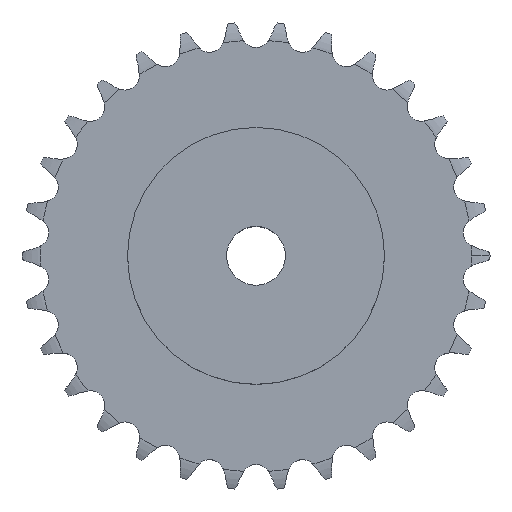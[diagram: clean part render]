
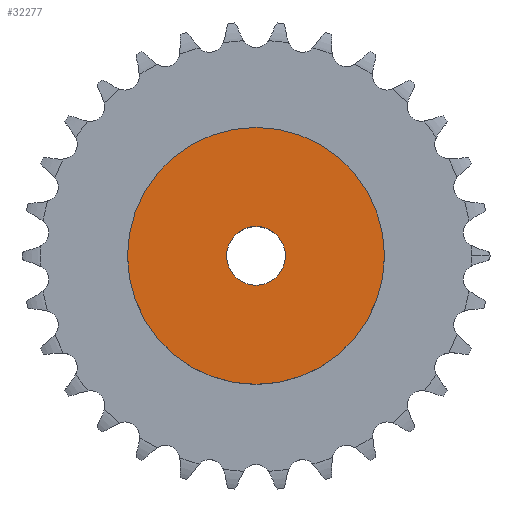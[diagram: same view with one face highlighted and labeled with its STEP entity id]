
A CAD part, top view. The second image highlights one B-rep face of the part: STEP entity #32277.
In plain terms, the highlighted planar face has unit normal (0, 0, 1).
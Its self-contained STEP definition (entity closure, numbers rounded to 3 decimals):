
#5594 = CYLINDRICAL_SURFACE('',#5595,35.);
#5595 = AXIS2_PLACEMENT_3D('',#5596,#5597,#5598);
#5596 = CARTESIAN_POINT('',(0.,0.,0.));
#5597 = DIRECTION('',(-0.,-0.,-1.));
#5598 = DIRECTION('',(1.,0.,0.));
#24172 = VERTEX_POINT('',#24173);
#24173 = CARTESIAN_POINT('',(35.,0.,20.));
#24194 = EDGE_CURVE('',#24172,#24172,#24195,.T.);
#24195 = SURFACE_CURVE('',#24196,(#24201,#24208),.PCURVE_S1.);
#24196 = CIRCLE('',#24197,35.);
#24197 = AXIS2_PLACEMENT_3D('',#24198,#24199,#24200);
#24198 = CARTESIAN_POINT('',(0.,0.,20.));
#24199 = DIRECTION('',(0.,0.,1.));
#24200 = DIRECTION('',(1.,0.,0.));
#24201 = PCURVE('',#5594,#24202);
#24202 = DEFINITIONAL_REPRESENTATION('',(#24203),#24207);
#24203 = LINE('',#24204,#24205);
#24204 = CARTESIAN_POINT('',(-0.,-20.));
#24205 = VECTOR('',#24206,1.);
#24206 = DIRECTION('',(-1.,0.));
#24207 = ( GEOMETRIC_REPRESENTATION_CONTEXT(2) 
PARAMETRIC_REPRESENTATION_CONTEXT() REPRESENTATION_CONTEXT('2D SPACE',''
  ) );
#24208 = PCURVE('',#24209,#24214);
#24209 = PLANE('',#24210);
#24210 = AXIS2_PLACEMENT_3D('',#24211,#24212,#24213);
#24211 = CARTESIAN_POINT('',(0.,0.,20.)
  );
#24212 = DIRECTION('',(0.,0.,1.));
#24213 = DIRECTION('',(1.,0.,0.));
#24214 = DEFINITIONAL_REPRESENTATION('',(#24215),#24219);
#24215 = CIRCLE('',#24216,35.);
#24216 = AXIS2_PLACEMENT_2D('',#24217,#24218);
#24217 = CARTESIAN_POINT('',(0.,0.));
#24218 = DIRECTION('',(1.,0.));
#24219 = ( GEOMETRIC_REPRESENTATION_CONTEXT(2) 
PARAMETRIC_REPRESENTATION_CONTEXT() REPRESENTATION_CONTEXT('2D SPACE',''
  ) );
#28904 = CYLINDRICAL_SURFACE('',#28905,8.);
#28905 = AXIS2_PLACEMENT_3D('',#28906,#28907,#28908);
#28906 = CARTESIAN_POINT('',(0.,0.,195.358));
#28907 = DIRECTION('',(0.,0.,1.));
#28908 = DIRECTION('',(1.,0.,0.));
#32277 = ADVANCED_FACE('',(#32278,#32281),#24209,.T.);
#32278 = FACE_BOUND('',#32279,.T.);
#32279 = EDGE_LOOP('',(#32280));
#32280 = ORIENTED_EDGE('',*,*,#24194,.T.);
#32281 = FACE_BOUND('',#32282,.T.);
#32282 = EDGE_LOOP('',(#32283));
#32283 = ORIENTED_EDGE('',*,*,#32284,.F.);
#32284 = EDGE_CURVE('',#32285,#32285,#32287,.T.);
#32285 = VERTEX_POINT('',#32286);
#32286 = CARTESIAN_POINT('',(8.,0.,20.));
#32287 = SURFACE_CURVE('',#32288,(#32293,#32300),.PCURVE_S1.);
#32288 = CIRCLE('',#32289,8.);
#32289 = AXIS2_PLACEMENT_3D('',#32290,#32291,#32292);
#32290 = CARTESIAN_POINT('',(0.,0.,20.));
#32291 = DIRECTION('',(0.,0.,1.));
#32292 = DIRECTION('',(1.,0.,0.));
#32293 = PCURVE('',#24209,#32294);
#32294 = DEFINITIONAL_REPRESENTATION('',(#32295),#32299);
#32295 = CIRCLE('',#32296,8.);
#32296 = AXIS2_PLACEMENT_2D('',#32297,#32298);
#32297 = CARTESIAN_POINT('',(0.,0.));
#32298 = DIRECTION('',(1.,0.));
#32299 = ( GEOMETRIC_REPRESENTATION_CONTEXT(2) 
PARAMETRIC_REPRESENTATION_CONTEXT() REPRESENTATION_CONTEXT('2D SPACE',''
  ) );
#32300 = PCURVE('',#28904,#32301);
#32301 = DEFINITIONAL_REPRESENTATION('',(#32302),#32306);
#32302 = LINE('',#32303,#32304);
#32303 = CARTESIAN_POINT('',(0.,-175.358));
#32304 = VECTOR('',#32305,1.);
#32305 = DIRECTION('',(1.,0.));
#32306 = ( GEOMETRIC_REPRESENTATION_CONTEXT(2) 
PARAMETRIC_REPRESENTATION_CONTEXT() REPRESENTATION_CONTEXT('2D SPACE',''
  ) );
